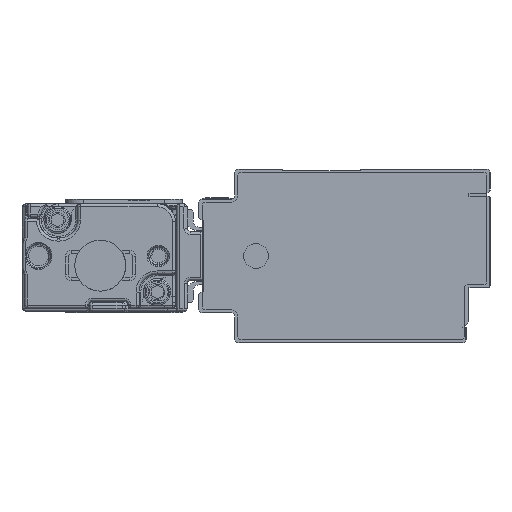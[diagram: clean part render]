
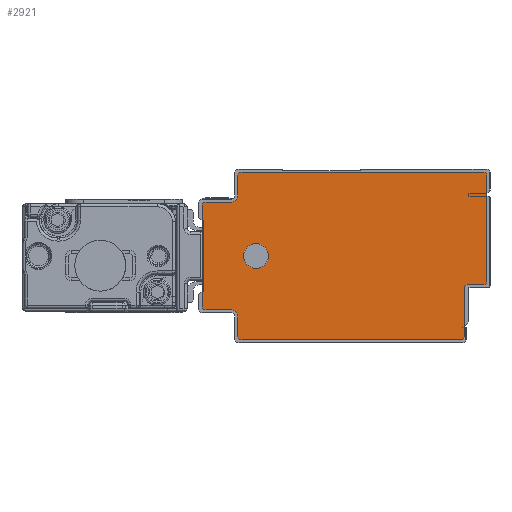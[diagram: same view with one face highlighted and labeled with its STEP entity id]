
A CAD part, left-side view. The second image highlights one B-rep face of the part: STEP entity #2921.
In plain terms, the highlighted planar face has unit normal (-1, 0, 0).
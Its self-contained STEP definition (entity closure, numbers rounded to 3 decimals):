
#1415=AXIS2_PLACEMENT_3D('Circle Axis2P3D',#1413,#1414,$) ;
#1453=AXIS2_PLACEMENT_3D('Circle Axis2P3D',#1451,#1452,$) ;
#1491=AXIS2_PLACEMENT_3D('Circle Axis2P3D',#1489,#1490,$) ;
#1529=AXIS2_PLACEMENT_3D('Circle Axis2P3D',#1527,#1528,$) ;
#2791=AXIS2_PLACEMENT_3D('Circle Axis2P3D',#2789,#2790,$) ;
#2811=AXIS2_PLACEMENT_3D('Plane Axis2P3D',#2808,#2809,#2810) ;
#2815=AXIS2_PLACEMENT_3D('Circle Axis2P3D',#2813,#2814,$) ;
#2829=AXIS2_PLACEMENT_3D('Circle Axis2P3D',#2827,#2828,$) ;
#2843=AXIS2_PLACEMENT_3D('Circle Axis2P3D',#2841,#2842,$) ;
#2857=AXIS2_PLACEMENT_3D('Circle Axis2P3D',#2855,#2856,$) ;
#2871=AXIS2_PLACEMENT_3D('Circle Axis2P3D',#2869,#2870,$) ;
#2905=AXIS2_PLACEMENT_3D('Circle Axis2P3D',#2903,#2904,$) ;
#2914=AXIS2_PLACEMENT_3D('Circle Axis2P3D',#2912,#2913,$) ;
#1371=CARTESIAN_POINT('Line Origine',(-775.5,-3.5,19.1)) ;
#1375=CARTESIAN_POINT('Vertex',(-775.5,-3.5,28.)) ;
#1377=CARTESIAN_POINT('Vertex',(-775.5,-3.5,10.2)) ;
#1413=CARTESIAN_POINT('Axis2P3D Location',(-775.5,-3.,28.)) ;
#1417=CARTESIAN_POINT('Vertex',(-775.5,-3.,28.5)) ;
#1432=CARTESIAN_POINT('Line Origine',(-775.5,17.25,28.5)) ;
#1436=CARTESIAN_POINT('Vertex',(-775.5,37.5,28.5)) ;
#1451=CARTESIAN_POINT('Axis2P3D Location',(-775.5,37.5,28.)) ;
#1455=CARTESIAN_POINT('Vertex',(-775.5,38.,28.)) ;
#1470=CARTESIAN_POINT('Line Origine',(-775.5,38.,26.25)) ;
#1474=CARTESIAN_POINT('Vertex',(-775.5,38.,24.5)) ;
#1489=CARTESIAN_POINT('Axis2P3D Location',(-775.5,39.,24.5)) ;
#1493=CARTESIAN_POINT('Vertex',(-775.5,39.,23.5)) ;
#1508=CARTESIAN_POINT('Line Origine',(-775.5,41.25,23.5)) ;
#1512=CARTESIAN_POINT('Vertex',(-775.5,43.5,23.5)) ;
#1527=CARTESIAN_POINT('Axis2P3D Location',(-775.5,43.5,23.)) ;
#1531=CARTESIAN_POINT('Vertex',(-775.5,44.,23.)) ;
#1546=CARTESIAN_POINT('Line Origine',(-775.5,44.,14.5)) ;
#1550=CARTESIAN_POINT('Vertex',(-775.5,44.,6.)) ;
#2789=CARTESIAN_POINT('Axis2P3D Location',(-775.5,-3.,10.2)) ;
#2793=CARTESIAN_POINT('Vertex',(-775.5,-3.,9.7)) ;
#2808=CARTESIAN_POINT('Axis2P3D Location',(-775.5,0.,0.)) ;
#2813=CARTESIAN_POINT('Axis2P3D Location',(-775.5,43.5,6.)) ;
#2817=CARTESIAN_POINT('Vertex',(-775.5,43.5,5.5)) ;
#2820=CARTESIAN_POINT('Line Origine',(-775.5,41.25,5.5)) ;
#2824=CARTESIAN_POINT('Vertex',(-775.5,39.,5.5)) ;
#2827=CARTESIAN_POINT('Axis2P3D Location',(-775.5,39.,4.5)) ;
#2831=CARTESIAN_POINT('Vertex',(-775.5,38.,4.5)) ;
#2834=CARTESIAN_POINT('Line Origine',(-775.5,38.,2.75)) ;
#2838=CARTESIAN_POINT('Vertex',(-775.5,38.,1.)) ;
#2841=CARTESIAN_POINT('Axis2P3D Location',(-775.5,37.5,1.)) ;
#2845=CARTESIAN_POINT('Vertex',(-775.5,37.5,0.5)) ;
#2848=CARTESIAN_POINT('Line Origine',(-775.5,19.15,0.5)) ;
#2852=CARTESIAN_POINT('Vertex',(-775.5,0.8,0.5)) ;
#2855=CARTESIAN_POINT('Axis2P3D Location',(-775.5,0.8,1.)) ;
#2859=CARTESIAN_POINT('Vertex',(-775.5,0.3,1.)) ;
#2862=CARTESIAN_POINT('Line Origine',(-775.5,0.3,5.1)) ;
#2866=CARTESIAN_POINT('Vertex',(-775.5,0.3,9.2)) ;
#2869=CARTESIAN_POINT('Axis2P3D Location',(-775.5,-0.2,9.2)) ;
#2873=CARTESIAN_POINT('Vertex',(-775.5,-0.2,9.7)) ;
#2876=CARTESIAN_POINT('Line Origine',(-775.5,-1.6,9.7)) ;
#2903=CARTESIAN_POINT('Axis2P3D Location',(-775.5,35.,14.5)) ;
#2907=CARTESIAN_POINT('Vertex',(-775.5,33.186,13.509)) ;
#2909=CARTESIAN_POINT('Vertex',(-775.5,36.814,15.491)) ;
#2912=CARTESIAN_POINT('Axis2P3D Location',(-775.5,35.,14.5)) ;
#1372=DIRECTION('Vector Direction',(0.,0.,-1.)) ;
#1414=DIRECTION('Axis2P3D Direction',(1.,0.,0.)) ;
#1433=DIRECTION('Vector Direction',(0.,1.,0.)) ;
#1452=DIRECTION('Axis2P3D Direction',(1.,0.,0.)) ;
#1471=DIRECTION('Vector Direction',(0.,0.,1.)) ;
#1490=DIRECTION('Axis2P3D Direction',(1.,0.,0.)) ;
#1509=DIRECTION('Vector Direction',(0.,1.,0.)) ;
#1528=DIRECTION('Axis2P3D Direction',(1.,0.,0.)) ;
#1547=DIRECTION('Vector Direction',(0.,0.,1.)) ;
#2790=DIRECTION('Axis2P3D Direction',(1.,0.,0.)) ;
#2809=DIRECTION('Axis2P3D Direction',(1.,0.,0.)) ;
#2810=DIRECTION('Axis2P3D XDirection',(0.,1.,0.)) ;
#2814=DIRECTION('Axis2P3D Direction',(1.,0.,0.)) ;
#2821=DIRECTION('Vector Direction',(0.,-1.,0.)) ;
#2828=DIRECTION('Axis2P3D Direction',(1.,0.,0.)) ;
#2835=DIRECTION('Vector Direction',(0.,0.,1.)) ;
#2842=DIRECTION('Axis2P3D Direction',(1.,0.,0.)) ;
#2849=DIRECTION('Vector Direction',(0.,-1.,0.)) ;
#2856=DIRECTION('Axis2P3D Direction',(1.,0.,0.)) ;
#2863=DIRECTION('Vector Direction',(0.,0.,-1.)) ;
#2870=DIRECTION('Axis2P3D Direction',(1.,0.,0.)) ;
#2877=DIRECTION('Vector Direction',(0.,1.,0.)) ;
#2904=DIRECTION('Axis2P3D Direction',(1.,0.,0.)) ;
#2913=DIRECTION('Axis2P3D Direction',(1.,0.,0.)) ;
#1373=VECTOR('Line Direction',#1372,1.) ;
#1434=VECTOR('Line Direction',#1433,1.) ;
#1472=VECTOR('Line Direction',#1471,1.) ;
#1510=VECTOR('Line Direction',#1509,1.) ;
#1548=VECTOR('Line Direction',#1547,1.) ;
#2822=VECTOR('Line Direction',#2821,1.) ;
#2836=VECTOR('Line Direction',#2835,1.) ;
#2850=VECTOR('Line Direction',#2849,1.) ;
#2864=VECTOR('Line Direction',#2863,1.) ;
#2878=VECTOR('Line Direction',#2877,1.) ;
#2882=ORIENTED_EDGE('',*,*,#1438,.F.) ;
#2883=ORIENTED_EDGE('',*,*,#1457,.F.) ;
#2884=ORIENTED_EDGE('',*,*,#1476,.F.) ;
#2885=ORIENTED_EDGE('',*,*,#1495,.F.) ;
#2886=ORIENTED_EDGE('',*,*,#1514,.F.) ;
#2887=ORIENTED_EDGE('',*,*,#1533,.F.) ;
#2888=ORIENTED_EDGE('',*,*,#1552,.F.) ;
#2889=ORIENTED_EDGE('',*,*,#2819,.F.) ;
#2890=ORIENTED_EDGE('',*,*,#2826,.F.) ;
#2891=ORIENTED_EDGE('',*,*,#2833,.F.) ;
#2892=ORIENTED_EDGE('',*,*,#2840,.F.) ;
#2893=ORIENTED_EDGE('',*,*,#2847,.F.) ;
#2894=ORIENTED_EDGE('',*,*,#2854,.F.) ;
#2895=ORIENTED_EDGE('',*,*,#2861,.F.) ;
#2896=ORIENTED_EDGE('',*,*,#2868,.F.) ;
#2897=ORIENTED_EDGE('',*,*,#2875,.F.) ;
#2898=ORIENTED_EDGE('',*,*,#2880,.F.) ;
#2899=ORIENTED_EDGE('',*,*,#2795,.F.) ;
#2900=ORIENTED_EDGE('',*,*,#1379,.F.) ;
#2901=ORIENTED_EDGE('',*,*,#1419,.F.) ;
#2918=ORIENTED_EDGE('',*,*,#2911,.T.) ;
#2919=ORIENTED_EDGE('',*,*,#2916,.T.) ;
#2920=FACE_BOUND('',#2917,.T.) ;
#2921=ADVANCED_FACE('\X2\FF8EFF9EFF83FF9EFF68FF70\X0\.2',(#2902,#2920),#2812,.F.) ;
#1416=CIRCLE('generated circle',#1415,0.5) ;
#1454=CIRCLE('generated circle',#1453,0.5) ;
#1492=CIRCLE('generated circle',#1491,1.) ;
#1530=CIRCLE('generated circle',#1529,0.5) ;
#2792=CIRCLE('generated circle',#2791,0.5) ;
#2816=CIRCLE('generated circle',#2815,0.5) ;
#2830=CIRCLE('generated circle',#2829,1.) ;
#2844=CIRCLE('generated circle',#2843,0.5) ;
#2858=CIRCLE('generated circle',#2857,0.5) ;
#2872=CIRCLE('generated circle',#2871,0.5) ;
#2906=CIRCLE('generated circle',#2905,2.067) ;
#2915=CIRCLE('generated circle',#2914,2.067) ;
#1379=EDGE_CURVE('',#1376,#1378,#1374,.T.) ;
#1419=EDGE_CURVE('',#1418,#1376,#1416,.T.) ;
#1438=EDGE_CURVE('',#1437,#1418,#1435,.F.) ;
#1457=EDGE_CURVE('',#1456,#1437,#1454,.T.) ;
#1476=EDGE_CURVE('',#1475,#1456,#1473,.T.) ;
#1495=EDGE_CURVE('',#1494,#1475,#1492,.F.) ;
#1514=EDGE_CURVE('',#1513,#1494,#1511,.F.) ;
#1533=EDGE_CURVE('',#1532,#1513,#1530,.T.) ;
#1552=EDGE_CURVE('',#1551,#1532,#1549,.T.) ;
#2795=EDGE_CURVE('',#1378,#2794,#2792,.T.) ;
#2819=EDGE_CURVE('',#2818,#1551,#2816,.T.) ;
#2826=EDGE_CURVE('',#2825,#2818,#2823,.F.) ;
#2833=EDGE_CURVE('',#2832,#2825,#2830,.F.) ;
#2840=EDGE_CURVE('',#2839,#2832,#2837,.T.) ;
#2847=EDGE_CURVE('',#2846,#2839,#2844,.T.) ;
#2854=EDGE_CURVE('',#2853,#2846,#2851,.F.) ;
#2861=EDGE_CURVE('',#2860,#2853,#2858,.T.) ;
#2868=EDGE_CURVE('',#2867,#2860,#2865,.T.) ;
#2875=EDGE_CURVE('',#2874,#2867,#2872,.F.) ;
#2880=EDGE_CURVE('',#2794,#2874,#2879,.T.) ;
#2911=EDGE_CURVE('',#2908,#2910,#2906,.T.) ;
#2916=EDGE_CURVE('',#2910,#2908,#2915,.T.) ;
#2881=EDGE_LOOP('',(#2882,#2883,#2884,#2885,#2886,#2887,#2888,#2889,#2890,#2891,#2892,#2893,#2894,#2895,#2896,#2897,#2898,#2899,#2900,#2901)) ;
#2917=EDGE_LOOP('',(#2918,#2919)) ;
#2902=FACE_OUTER_BOUND('',#2881,.T.) ;
#1374=LINE('Line',#1371,#1373) ;
#1435=LINE('Line',#1432,#1434) ;
#1473=LINE('Line',#1470,#1472) ;
#1511=LINE('Line',#1508,#1510) ;
#1549=LINE('Line',#1546,#1548) ;
#2823=LINE('Line',#2820,#2822) ;
#2837=LINE('Line',#2834,#2836) ;
#2851=LINE('Line',#2848,#2850) ;
#2865=LINE('Line',#2862,#2864) ;
#2879=LINE('Line',#2876,#2878) ;
#2812=PLANE('Plane',#2811) ;
#1376=VERTEX_POINT('',#1375) ;
#1378=VERTEX_POINT('',#1377) ;
#1418=VERTEX_POINT('',#1417) ;
#1437=VERTEX_POINT('',#1436) ;
#1456=VERTEX_POINT('',#1455) ;
#1475=VERTEX_POINT('',#1474) ;
#1494=VERTEX_POINT('',#1493) ;
#1513=VERTEX_POINT('',#1512) ;
#1532=VERTEX_POINT('',#1531) ;
#1551=VERTEX_POINT('',#1550) ;
#2794=VERTEX_POINT('',#2793) ;
#2818=VERTEX_POINT('',#2817) ;
#2825=VERTEX_POINT('',#2824) ;
#2832=VERTEX_POINT('',#2831) ;
#2839=VERTEX_POINT('',#2838) ;
#2846=VERTEX_POINT('',#2845) ;
#2853=VERTEX_POINT('',#2852) ;
#2860=VERTEX_POINT('',#2859) ;
#2867=VERTEX_POINT('',#2866) ;
#2874=VERTEX_POINT('',#2873) ;
#2908=VERTEX_POINT('',#2907) ;
#2910=VERTEX_POINT('',#2909) ;
